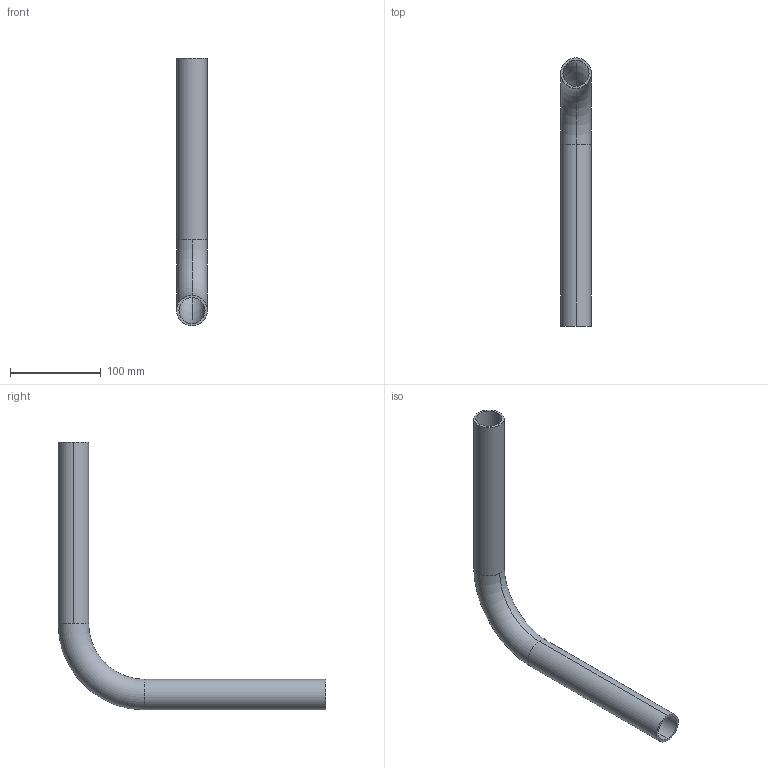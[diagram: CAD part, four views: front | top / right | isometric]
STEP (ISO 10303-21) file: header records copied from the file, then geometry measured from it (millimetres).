
FILE_DESCRIPTION (( 'STEP AP203' ), '1' );
FILE_NAME ('55121-090.STEP', '2016-12-06T08:43:26', ( '' ), ( '' ), 'SwSTEP 2.0', 'SolidWorks 2015', '' );
FILE_SCHEMA (( 'CONFIG_CONTROL_DESIGN' ));
Length unit declared in the file: millimetre
Products named in the file (1): 55121-090
Bounding box: 33.7 x 294.85 x 294.85 mm (x, y, z)
Volume: 128040.5 mm3; surface area: 102932.2 mm2
Topology: 1 solids, 1 shells, 231 faces, 616 edges, 402 vertices
Faces by surface type: bspline 97, plane 93, cylinder 37, torus 4
Entity records: 11331 total; most frequent: CARTESIAN_POINT 6159, ORIENTED_EDGE 1232, DIRECTION 764, EDGE_CURVE 616, VERTEX_POINT 402, VECTOR 290, LINE 290, EDGE_LOOP 248
